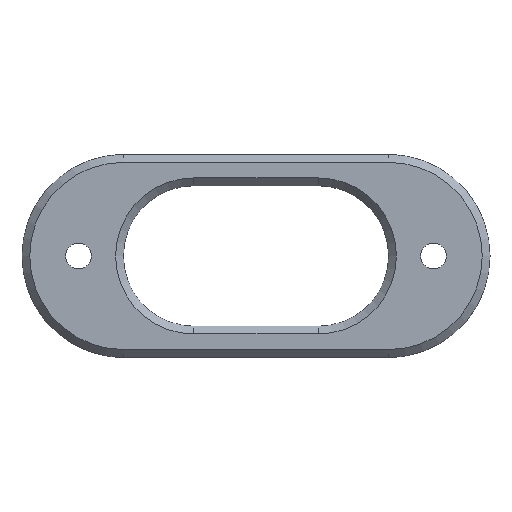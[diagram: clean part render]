
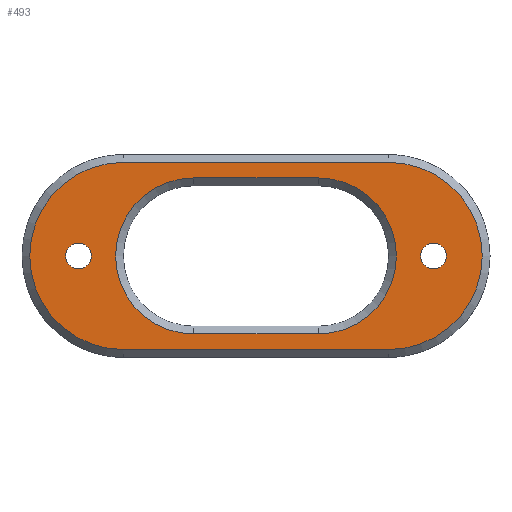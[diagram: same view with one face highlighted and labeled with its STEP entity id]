
A CAD part, top view. The second image highlights one B-rep face of the part: STEP entity #493.
In plain terms, the highlighted planar face has unit normal (0, 0, 1).
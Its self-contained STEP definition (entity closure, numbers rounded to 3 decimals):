
#21=FACE_BOUND('',#84,.T.);
#22=FACE_BOUND('',#85,.T.);
#23=FACE_BOUND('',#86,.T.);
#32=PLANE('',#549);
#53=FACE_OUTER_BOUND('',#83,.T.);
#83=EDGE_LOOP('',(#383,#384,#385,#386));
#84=EDGE_LOOP('',(#387,#388,#389,#390));
#85=EDGE_LOOP('',(#391));
#86=EDGE_LOOP('',(#392));
#116=LINE('',#779,#162);
#119=LINE('',#788,#165);
#127=LINE('',#810,#173);
#128=LINE('',#813,#174);
#162=VECTOR('',#626,10.);
#165=VECTOR('',#637,10.);
#173=VECTOR('',#657,10.);
#174=VECTOR('',#660,10.);
#203=CIRCLE('',#538,12.);
#205=CIRCLE('',#542,12.);
#209=CIRCLE('',#550,10.);
#210=CIRCLE('',#551,10.);
#211=CIRCLE('',#552,1.65);
#212=CIRCLE('',#553,1.65);
#234=VERTEX_POINT('',#768);
#235=VERTEX_POINT('',#770);
#238=VERTEX_POINT('',#777);
#240=VERTEX_POINT('',#783);
#246=VERTEX_POINT('',#806);
#247=VERTEX_POINT('',#807);
#248=VERTEX_POINT('',#809);
#249=VERTEX_POINT('',#811);
#250=VERTEX_POINT('',#814);
#251=VERTEX_POINT('',#816);
#282=EDGE_CURVE('',#234,#235,#203,.T.);
#286=EDGE_CURVE('',#238,#234,#116,.T.);
#289=EDGE_CURVE('',#240,#238,#205,.T.);
#291=EDGE_CURVE('',#235,#240,#119,.T.);
#301=EDGE_CURVE('',#246,#247,#209,.T.);
#302=EDGE_CURVE('',#248,#246,#127,.T.);
#303=EDGE_CURVE('',#249,#248,#210,.T.);
#304=EDGE_CURVE('',#247,#249,#128,.T.);
#305=EDGE_CURVE('',#250,#250,#211,.T.);
#306=EDGE_CURVE('',#251,#251,#212,.T.);
#383=ORIENTED_EDGE('',*,*,#282,.F.);
#384=ORIENTED_EDGE('',*,*,#286,.F.);
#385=ORIENTED_EDGE('',*,*,#289,.F.);
#386=ORIENTED_EDGE('',*,*,#291,.F.);
#387=ORIENTED_EDGE('',*,*,#301,.F.);
#388=ORIENTED_EDGE('',*,*,#302,.F.);
#389=ORIENTED_EDGE('',*,*,#303,.F.);
#390=ORIENTED_EDGE('',*,*,#304,.F.);
#391=ORIENTED_EDGE('',*,*,#305,.T.);
#392=ORIENTED_EDGE('',*,*,#306,.T.);
#493=ADVANCED_FACE('',(#53,#21,#22,#23),#32,.T.);
#538=AXIS2_PLACEMENT_3D('',#771,#618,#619);
#542=AXIS2_PLACEMENT_3D('',#785,#631,#632);
#549=AXIS2_PLACEMENT_3D('',#805,#653,#654);
#550=AXIS2_PLACEMENT_3D('',#808,#655,#656);
#551=AXIS2_PLACEMENT_3D('',#812,#658,#659);
#552=AXIS2_PLACEMENT_3D('',#815,#661,#662);
#553=AXIS2_PLACEMENT_3D('',#817,#663,#664);
#618=DIRECTION('center_axis',(0.,0.,-1.));
#619=DIRECTION('ref_axis',(0.,-1.,0.));
#626=DIRECTION('',(1.,0.,0.));
#631=DIRECTION('center_axis',(0.,0.,-1.));
#632=DIRECTION('ref_axis',(0.,-1.,0.));
#637=DIRECTION('',(-1.,0.,0.));
#653=DIRECTION('center_axis',(0.,0.,1.));
#654=DIRECTION('ref_axis',(1.,0.,0.));
#655=DIRECTION('center_axis',(0.,0.,1.));
#656=DIRECTION('ref_axis',(0.,-1.,0.));
#657=DIRECTION('',(1.,0.,0.));
#658=DIRECTION('center_axis',(0.,0.,1.));
#659=DIRECTION('ref_axis',(0.,1.,0.));
#660=DIRECTION('',(-1.,0.,0.));
#661=DIRECTION('center_axis',(0.,0.,-1.));
#662=DIRECTION('ref_axis',(1.,0.,0.));
#663=DIRECTION('center_axis',(0.,0.,-1.));
#664=DIRECTION('ref_axis',(1.,0.,0.));
#768=CARTESIAN_POINT('',(17.,12.,12.));
#770=CARTESIAN_POINT('',(17.,-12.,12.));
#771=CARTESIAN_POINT('Origin',(17.,0.,12.));
#777=CARTESIAN_POINT('',(-17.,12.,12.));
#779=CARTESIAN_POINT('',(8.5,12.,12.));
#783=CARTESIAN_POINT('',(-17.,-12.,12.));
#785=CARTESIAN_POINT('Origin',(-17.,0.,12.));
#788=CARTESIAN_POINT('',(-8.5,-12.,12.));
#805=CARTESIAN_POINT('Origin',(0.,0.,12.));
#806=CARTESIAN_POINT('',(8.,-10.,12.));
#807=CARTESIAN_POINT('',(8.,10.,12.));
#808=CARTESIAN_POINT('Origin',(8.,0.,12.));
#809=CARTESIAN_POINT('',(-8.,-10.,12.));
#810=CARTESIAN_POINT('',(-4.,-10.,12.));
#811=CARTESIAN_POINT('',(-8.,10.,12.));
#812=CARTESIAN_POINT('Origin',(-8.,0.,12.));
#813=CARTESIAN_POINT('',(4.,10.,12.));
#814=CARTESIAN_POINT('',(-24.4,0.,12.));
#815=CARTESIAN_POINT('Origin',(-22.75,0.,12.));
#816=CARTESIAN_POINT('',(21.1,0.,12.));
#817=CARTESIAN_POINT('Origin',(22.75,0.,12.));
